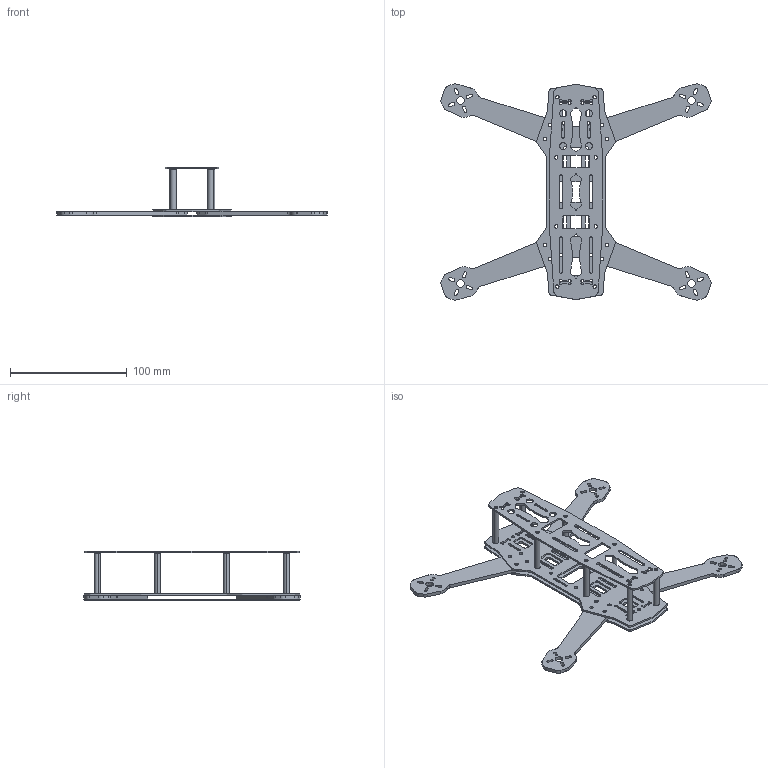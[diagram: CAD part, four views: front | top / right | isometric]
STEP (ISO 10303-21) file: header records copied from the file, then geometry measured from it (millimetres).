
FILE_DESCRIPTION (( 'STEP AP214' ), '1' );
FILE_NAME ('Rahmen.STEP', '2015-01-27T20:59:35', ( '' ), ( '' ), 'SwSTEP 2.0', 'SolidWorks 2015', '' );
FILE_SCHEMA (( 'AUTOMOTIVE_DESIGN' ));
Length unit declared in the file: millimetre
Products named in the file (5): Spacer; BottomPlate; TopPlate; Rahmen; Arm
Assembly tree (15 placements, depth 2):
  Rahmen
    BottomPlate  x2
    Arm  x4
    Spacer  x8
    TopPlate
Bounding box: 231.18 x 185.16 x 42.5 mm (x, y, z)
Volume: 61894 mm3; surface area: 78472.1 mm2
Topology: 15 solids, 15 shells, 924 faces, 2618 edges, 1724 vertices
Faces by surface type: cylinder 556, plane 304, torus 64
Entity records: 15849 total; most frequent: DIRECTION 2847, CARTESIAN_POINT 2668, ORIENTED_EDGE 2642, EDGE_CURVE 1321, AXIS2_PLACEMENT_3D 1057, VERTEX_POINT 878, VECTOR 733, LINE 733
